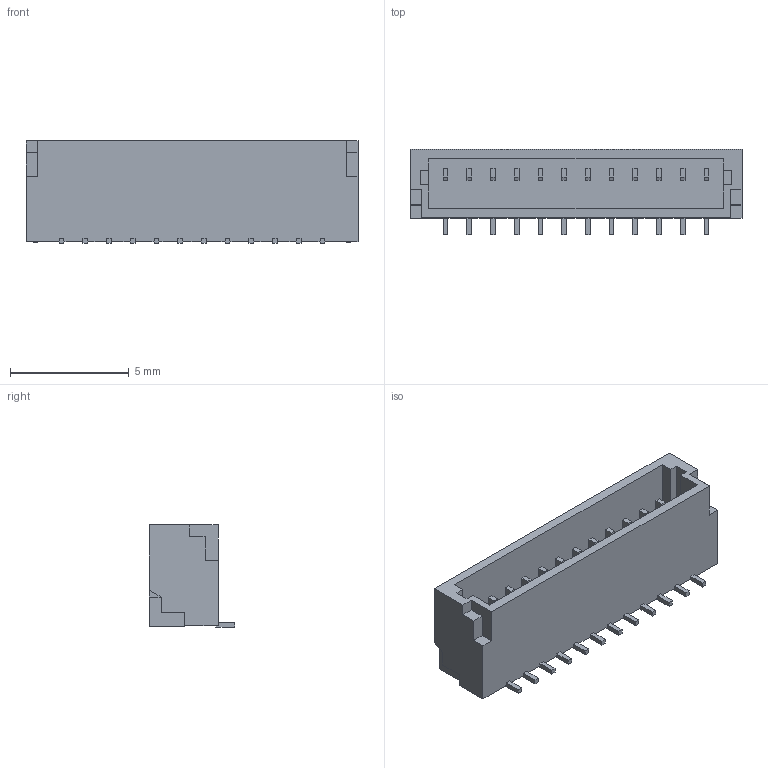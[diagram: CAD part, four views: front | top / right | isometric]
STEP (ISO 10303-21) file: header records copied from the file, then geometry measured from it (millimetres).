
FILE_DESCRIPTION( ( '' ), ' ' );
FILE_NAME( '582cac9828f4af026779617e.step', '2016-11-16T18:59:36', ( '' ), ( '' ), ' ', ' ', ' ' );
FILE_SCHEMA( ( 'AUTOMOTIVE_DESIGN { 1 0 10303 214 1 1 1 1 }' ) );
Length unit declared in the file: metre
Products named in the file (1): Open CASCADE STEP translator 6.7 91
Bounding box: 14 x 3.6 x 4.32 mm (x, y, z)
Volume: 93.6 mm3; surface area: 348.5 mm2
Topology: 1 solids, 1 shells, 181 faces, 494 edges, 328 vertices
Faces by surface type: plane 181
Entity records: 9530 total; most frequent: CARTESIAN_POINT 1004, ORIENTED_EDGE 988, DIRECTION 858, STYLED_ITEM 675, PRESENTATION_STYLE_ASSIGNMENT 675, COLOUR_RGB 675, EDGE_CURVE 494, CURVE_STYLE 494
